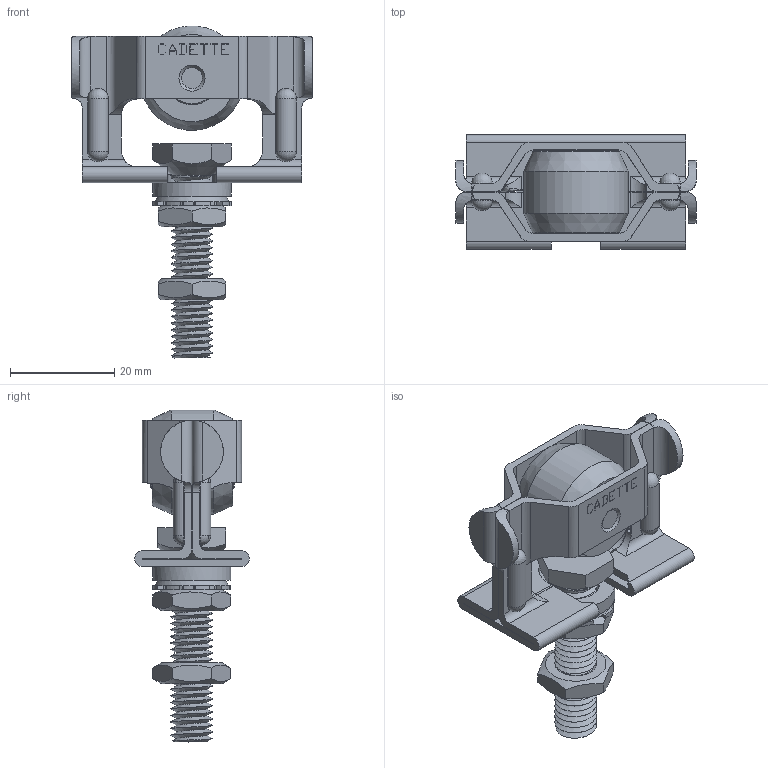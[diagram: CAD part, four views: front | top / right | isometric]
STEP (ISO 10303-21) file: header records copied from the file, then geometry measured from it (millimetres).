
FILE_DESCRIPTION(/* description */ (''),/* implementation_level */ '2;1');
FILE_NAME(/* name */ '0222.stp',/* time_stamp */ '2018-08-28T12:21:00+02:00',/* author */ ('Giuliano'),/* organization */ (''),/* preprocessor_version */ 'ST-DEVELOPER v16.5',/* originating_system */ 'Autodesk Inventor 2017',/* authorisation */ '');
FILE_SCHEMA (('AUTOMOTIVE_DESIGN { 1 0 10303 214 3 1 1 }'));
Length unit declared in the file: millimetre
Products named in the file (1): Pièce1
Bounding box: 46 x 22 x 63.58 mm (x, y, z)
Volume: 12871.3 mm3; surface area: 12732.8 mm2
Topology: 1 solids, 1 shells, 409 faces, 1126 edges, 722 vertices
Faces by surface type: plane 246, cylinder 125, cone 18, bspline 10, sphere 10
Full cylindrical faces by diameter (mm): 3 x1, 3.1 x1, 3.2 x2, 4 x1, 5 x2, 5.5 x1, 6.2 x2, 6.4 x1, 8.4 x1, 8.8 x1, 9 x1, 10.2 x2, 15 x1, 20 x1
Entity records: 16277 total; most frequent: CARTESIAN_POINT 5776, ORIENTED_EDGE 2106, DIRECTION 2031, EDGE_CURVE 1053, VERTEX_POINT 704, AXIS2_PLACEMENT_3D 696, LINE 639, VECTOR 639
